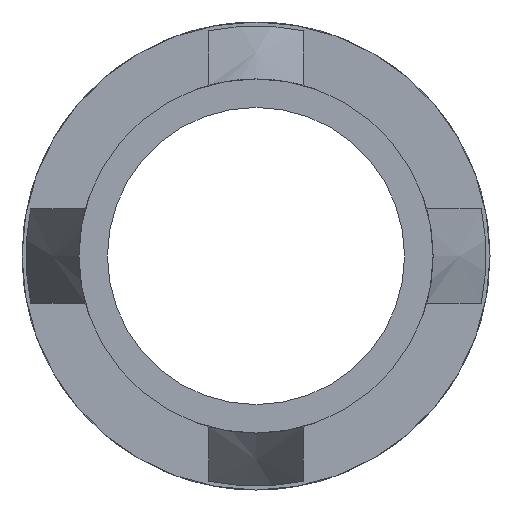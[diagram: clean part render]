
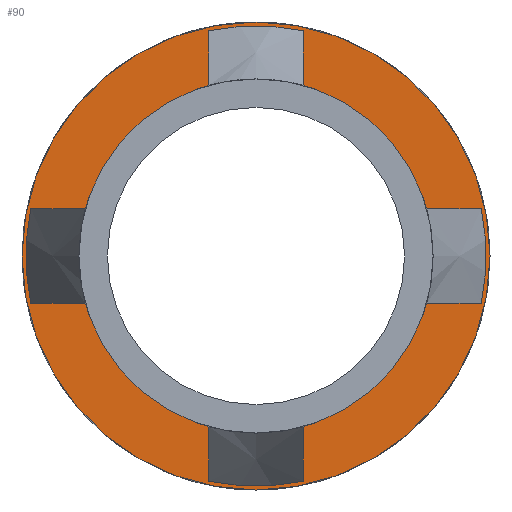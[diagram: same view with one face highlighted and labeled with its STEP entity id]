
A CAD part, left-side view. The second image highlights one B-rep face of the part: STEP entity #90.
In plain terms, the highlighted planar face has unit normal (-1, 0, 0).
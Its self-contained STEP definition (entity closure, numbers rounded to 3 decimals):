
#90 = ADVANCED_FACE( '', ( #195, #196 ), #197, .T. );
#195 = FACE_OUTER_BOUND( '', #385, .T. );
#196 = FACE_BOUND( '', #386, .T. );
#197 = PLANE( '', #387 );
#385 = EDGE_LOOP( '', ( #652 ) );
#386 = EDGE_LOOP( '', ( #653 ) );
#387 = AXIS2_PLACEMENT_3D( '', #654, #655, #656 );
#652 = ORIENTED_EDGE( '', *, *, #1206, .F. );
#653 = ORIENTED_EDGE( '', *, *, #1204, .F. );
#654 = CARTESIAN_POINT( '', ( -34., 0., 0. ) );
#655 = DIRECTION( '', ( -1., 0., 0. ) );
#656 = DIRECTION( '', ( 0., 0., 1. ) );
#1204 = EDGE_CURVE( '', #1438, #1438, #1439, .T. );
#1206 = EDGE_CURVE( '', #1442, #1442, #1443, .F. );
#1438 = VERTEX_POINT( '', #1865 );
#1439 = CIRCLE( '', #1866, 14. );
#1442 = VERTEX_POINT( '', #1869 );
#1443 = CIRCLE( '', #1870, 18.5 );
#1865 = CARTESIAN_POINT( '', ( -34., 0., 14. ) );
#1866 = AXIS2_PLACEMENT_3D( '', #2285, #2286, #2287 );
#1869 = CARTESIAN_POINT( '', ( -34., 0., 18.5 ) );
#1870 = AXIS2_PLACEMENT_3D( '', #2291, #2292, #2293 );
#2285 = CARTESIAN_POINT( '', ( -34., 0., 0. ) );
#2286 = DIRECTION( '', ( -1., 0., 0. ) );
#2287 = DIRECTION( '', ( 0., 0., 1. ) );
#2291 = CARTESIAN_POINT( '', ( -34., 0., 0. ) );
#2292 = DIRECTION( '', ( -1., 0., 0. ) );
#2293 = DIRECTION( '', ( 0., 0., 1. ) );
